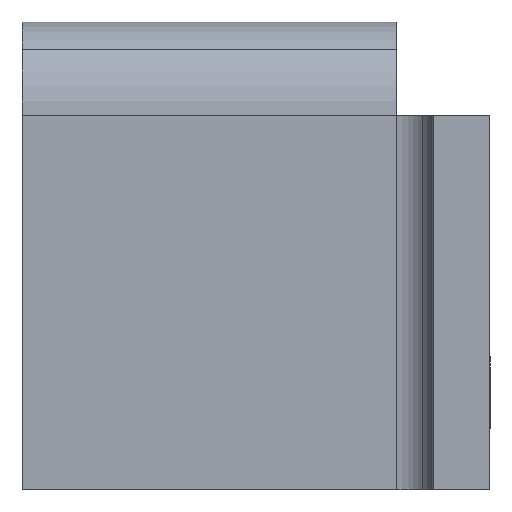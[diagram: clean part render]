
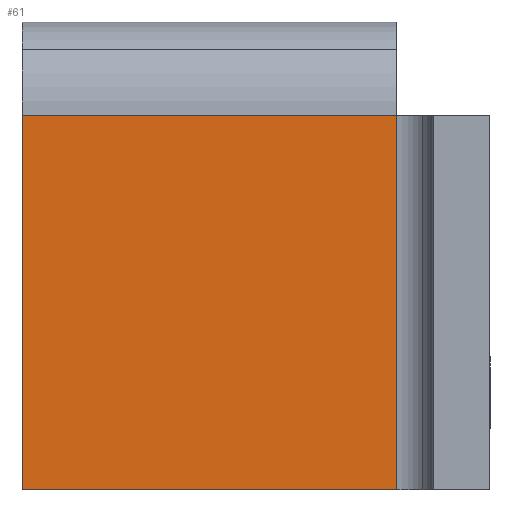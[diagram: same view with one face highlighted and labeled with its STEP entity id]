
A CAD part, front view. The second image highlights one B-rep face of the part: STEP entity #61.
In plain terms, the highlighted planar face has unit normal (0, -1, 0).
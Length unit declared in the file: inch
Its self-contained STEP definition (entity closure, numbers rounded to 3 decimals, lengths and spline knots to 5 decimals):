
#61=ADVANCED_FACE('',(#134),#135,.T.);
#134=FACE_OUTER_BOUND('',#218,.T.);
#135=PLANE('',#219);
#218=EDGE_LOOP('',(#341,#342,#343,#344));
#219=AXIS2_PLACEMENT_3D('',#345,#346,#347);
#341=ORIENTED_EDGE('',*,*,#538,.F.);
#342=ORIENTED_EDGE('',*,*,#539,.F.);
#343=ORIENTED_EDGE('',*,*,#536,.F.);
#344=ORIENTED_EDGE('',*,*,#518,.T.);
#345=CARTESIAN_POINT('',(1.5748,-1.9685,-1.9685));
#346=DIRECTION('',(0.,-1.0,0.));
#347=DIRECTION('',(0.,0.,-1.0));
#518=EDGE_CURVE('',#620,#608,#621,.T.);
#536=EDGE_CURVE('',#620,#638,#651,.T.);
#538=EDGE_CURVE('',#653,#608,#654,.T.);
#539=EDGE_CURVE('',#638,#653,#655,.T.);
#608=VERTEX_POINT('',#741);
#620=VERTEX_POINT('',#757);
#621=LINE('',#758,#759);
#638=VERTEX_POINT('',#779);
#651=LINE('',#796,#797);
#653=VERTEX_POINT('',#799);
#654=LINE('',#800,#801);
#655=LINE('',#802,#803);
#741=CARTESIAN_POINT('',(1.5748,-1.9685,-0.3937));
#757=CARTESIAN_POINT('',(1.5748,-1.9685,-1.9685));
#758=CARTESIAN_POINT('',(1.5748,-1.9685,-1.9685));
#759=VECTOR('',#907,0.03937);
#779=CARTESIAN_POINT('',(0.,-1.9685,-1.9685));
#796=CARTESIAN_POINT('',(1.28708,-1.9685,-1.9685));
#797=VECTOR('',#939,0.03937);
#799=CARTESIAN_POINT('',(0.,-1.9685,-0.3937));
#800=CARTESIAN_POINT('',(1.1811,-1.9685,-0.3937));
#801=VECTOR('',#940,0.03937);
#802=CARTESIAN_POINT('',(0.,-1.9685,-1.9685));
#803=VECTOR('',#941,0.03937);
#907=DIRECTION('',(0.,0.,1.0));
#939=DIRECTION('',(-1.0,0.,0.));
#940=DIRECTION('',(1.0,0.,0.));
#941=DIRECTION('',(0.,0.,1.0));
